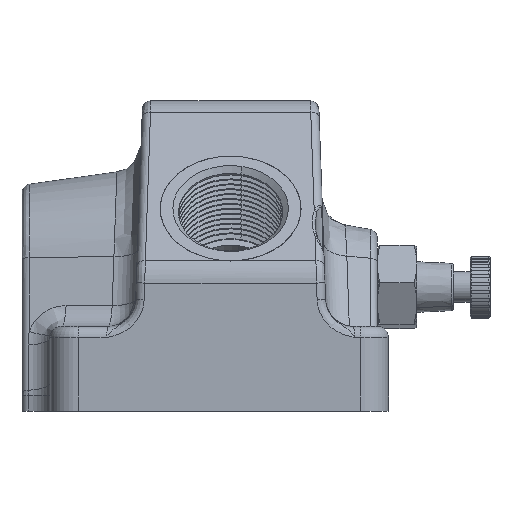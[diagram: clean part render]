
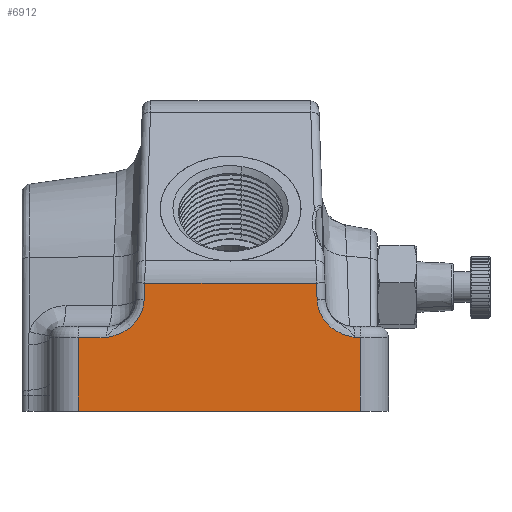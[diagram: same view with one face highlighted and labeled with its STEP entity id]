
A CAD part, left-side view. The second image highlights one B-rep face of the part: STEP entity #6912.
In plain terms, the highlighted planar face has unit normal (-1, 0, 0).
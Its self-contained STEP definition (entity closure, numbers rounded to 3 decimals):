
#461 = ORIENTED_EDGE ( 'NONE', *, *, #17730, .T. ) ;
#717 = CARTESIAN_POINT ( 'NONE',  ( -117.069, -21.613, -4.739 ) ) ;
#990 = DIRECTION ( 'NONE',  ( 0., 0., -1. ) ) ;
#1076 = CARTESIAN_POINT ( 'NONE',  ( -117.069, -22.137, -9.784 ) ) ;
#1252 = CARTESIAN_POINT ( 'NONE',  ( -117.069, 11.695, -12.829 ) ) ;
#1258 = VERTEX_POINT ( 'NONE', #8491 ) ;
#1299 = ORIENTED_EDGE ( 'NONE', *, *, #5736, .T. ) ;
#1403 = EDGE_CURVE ( 'NONE', #7476, #19031, #5321, .T. ) ;
#1521 = CARTESIAN_POINT ( 'NONE',  ( -117.069, -28.456, -14.436 ) ) ;
#1860 = CARTESIAN_POINT ( 'NONE',  ( -117.069, -21.716, -7.681 ) ) ;
#2098 = ORIENTED_EDGE ( 'NONE', *, *, #11822, .T. ) ;
#2258 = VERTEX_POINT ( 'NONE', #717 ) ;
#2287 = ORIENTED_EDGE ( 'NONE', *, *, #15771, .T. ) ;
#2344 = DIRECTION ( 'NONE',  ( 0., 1., 0. ) ) ;
#2545 = LINE ( 'NONE', #17108, #16700 ) ;
#2851 = CARTESIAN_POINT ( 'NONE',  ( -117.069, -26.78, -13.987 ) ) ;
#2918 = CARTESIAN_POINT ( 'NONE',  ( -117.069, -21.937, -9.168 ) ) ;
#3038 = CARTESIAN_POINT ( 'NONE',  ( -117.069, 8.965, -8.116 ) ) ;
#3115 = CARTESIAN_POINT ( 'NONE',  ( -117.069, 12.808, -13.501 ) ) ;
#3370 = CARTESIAN_POINT ( 'NONE',  ( -117.069, 7.747, 26.765 ) ) ;
#3533 = DIRECTION ( 'NONE',  ( 0., -1., 0. ) ) ;
#3740 = EDGE_CURVE ( 'NONE', #1258, #15389, #4022, .T. ) ;
#3808 = CARTESIAN_POINT ( 'NONE',  ( -117.069, 20.617, -27.436 ) ) ;
#4022 = LINE ( 'NONE', #19889, #18154 ) ;
#4277 = LINE ( 'NONE', #16382, #23301 ) ;
#4710 = CARTESIAN_POINT ( 'NONE',  ( -117.069, -25.574, -13.501 ) ) ;
#4789 = CARTESIAN_POINT ( 'NONE',  ( -117.069, -21.731, -8.116 ) ) ;
#4908 = CARTESIAN_POINT ( 'NONE',  ( -117.069, 9.171, -9.168 ) ) ;
#4987 = CARTESIAN_POINT ( 'NONE',  ( -117.069, 14.014, -13.987 ) ) ;
#5321 = LINE ( 'NONE', #23229, #5906 ) ;
#5526 = FACE_OUTER_BOUND ( 'NONE', #18393, .T. ) ;
#5736 = EDGE_CURVE ( 'NONE', #15389, #21631, #2545, .T. ) ;
#5807 = CARTESIAN_POINT ( 'NONE',  ( -117.069, 20.617, -14.436 ) ) ;
#5906 = VECTOR ( 'NONE', #990, 1000. ) ;
#6053 = B_SPLINE_CURVE_WITH_KNOTS ( 'NONE', 3,
 ( #13901, #13654, #21148, #2851, #15768, #4710, #17614, #6580, #19459, #8409, #21306, #10249, #23158, #12128, #1076, #13979, #2918, #15851, #4789, #17692 ),
 .UNSPECIFIED., .F., .F.,
 ( 4, 2, 2, 2, 2, 2, 2, 2, 2, 4 ),
 ( 0., 0.001, 0.003, 0.004, 0.005, 0.006, 0.008, 0.008, 0.009, 0.01 ),
 .UNSPECIFIED. ) ;
#6451 = VECTOR ( 'NONE', #20904, 1000. ) ;
#6468 = EDGE_CURVE ( 'NONE', #21631, #8742, #6053, .T. ) ;
#6580 = CARTESIAN_POINT ( 'NONE',  ( -117.069, -24.461, -12.829 ) ) ;
#6762 = CARTESIAN_POINT ( 'NONE',  ( -117.069, 9.372, -9.784 ) ) ;
#6844 = CARTESIAN_POINT ( 'NONE',  ( -117.069, 14.848, -14.226 ) ) ;
#6912 = ADVANCED_FACE ( 'NONE', ( #5526 ), #16458, .F. ) ;
#7078 = CARTESIAN_POINT ( 'NONE',  ( -117.069, -20.423, 29.346 ) ) ;
#7088 = VERTEX_POINT ( 'NONE', #11490 ) ;
#7476 = VERTEX_POINT ( 'NONE', #5807 ) ;
#8409 = CARTESIAN_POINT ( 'NONE',  ( -117.069, -23.496, -11.975 ) ) ;
#8491 = CARTESIAN_POINT ( 'NONE',  ( -117.069, -29.383, -27.436 ) ) ;
#8596 = CARTESIAN_POINT ( 'NONE',  ( -117.069, 9.722, -10.576 ) ) ;
#8667 = CARTESIAN_POINT ( 'NONE',  ( -117.069, 15.481, -14.386 ) ) ;
#8690 = CARTESIAN_POINT ( 'NONE',  ( -117.069, 20.617, -14.436 ) ) ;
#8742 = VERTEX_POINT ( 'NONE', #1860 ) ;
#8846 = DIRECTION ( 'NONE',  ( 0., 0., 1. ) ) ;
#9057 = ORIENTED_EDGE ( 'NONE', *, *, #6468, .T. ) ;
#9086 = DIRECTION ( 'NONE',  ( 0., 1., 0. ) ) ;
#9859 = CARTESIAN_POINT ( 'NONE',  ( -117.069, 10.268, -4.739 ) ) ;
#10249 = CARTESIAN_POINT ( 'NONE',  ( -117.069, -22.704, -10.946 ) ) ;
#10434 = CARTESIAN_POINT ( 'NONE',  ( -117.069, 10.441, -11.646 ) ) ;
#10453 = EDGE_CURVE ( 'NONE', #19031, #1258, #4277, .T. ) ;
#10682 = DIRECTION ( 'NONE',  ( 0., 0.035, -0.999 ) ) ;
#11215 = ORIENTED_EDGE ( 'NONE', *, *, #17203, .T. ) ;
#11490 = CARTESIAN_POINT ( 'NONE',  ( -117.069, 15.69, -14.436 ) ) ;
#11706 = VECTOR ( 'NONE', #19953, 1000. ) ;
#11822 = EDGE_CURVE ( 'NONE', #8742, #2258, #20933, .T. ) ;
#12128 = CARTESIAN_POINT ( 'NONE',  ( -117.069, -22.219, -9.987 ) ) ;
#12244 = CARTESIAN_POINT ( 'NONE',  ( -117.069, 8.95, -7.681 ) ) ;
#12322 = CARTESIAN_POINT ( 'NONE',  ( -117.069, 11.356, -12.565 ) ) ;
#13066 = CARTESIAN_POINT ( 'NONE',  ( -117.069, 8.95, -7.681 ) ) ;
#13654 = CARTESIAN_POINT ( 'NONE',  ( -117.069, -28.034, -14.334 ) ) ;
#13818 = AXIS2_PLACEMENT_3D ( 'NONE', #18281, #20125, #9086 ) ;
#13901 = CARTESIAN_POINT ( 'NONE',  ( -117.069, -28.456, -14.436 ) ) ;
#13979 = CARTESIAN_POINT ( 'NONE',  ( -117.069, -21.997, -9.375 ) ) ;
#14163 = CARTESIAN_POINT ( 'NONE',  ( -117.069, 12.422, -13.299 ) ) ;
#14190 = LINE ( 'NONE', #8690, #19105 ) ;
#15247 = ORIENTED_EDGE ( 'NONE', *, *, #17644, .T. ) ;
#15389 = VERTEX_POINT ( 'NONE', #23605 ) ;
#15681 = ORIENTED_EDGE ( 'NONE', *, *, #10453, .T. ) ;
#15768 = CARTESIAN_POINT ( 'NONE',  ( -117.069, -26.369, -13.845 ) ) ;
#15771 = EDGE_CURVE ( 'NONE', #20398, #7088, #15915, .T. ) ;
#15851 = CARTESIAN_POINT ( 'NONE',  ( -117.069, -21.789, -8.542 ) ) ;
#15915 = B_SPLINE_CURVE_WITH_KNOTS ( 'NONE', 3,
 ( #12244, #3038, #15968, #4908, #17801, #6762, #19645, #8596, #21497, #10434, #23343, #12322, #1252, #14163, #3115, #16040, #4987, #17872, #6844, #19727, #8667, #21572 ),
 .UNSPECIFIED., .F., .F.,
 ( 4, 2, 2, 2, 2, 2, 2, 2, 2, 2, 4 ),
 ( 0., 0.001, 0.002, 0.003, 0.004, 0.005, 0.006, 0.008, 0.009, 0.01, 0.01 ),
 .UNSPECIFIED. ) ;
#15968 = CARTESIAN_POINT ( 'NONE',  ( -117.069, 9.023, -8.542 ) ) ;
#16040 = CARTESIAN_POINT ( 'NONE',  ( -117.069, 13.603, -13.845 ) ) ;
#16382 = CARTESIAN_POINT ( 'NONE',  ( -117.069, 30.617, -27.436 ) ) ;
#16458 = PLANE ( 'NONE',  #13818 ) ;
#16700 = VECTOR ( 'NONE', #2344, 1000. ) ;
#16907 = ORIENTED_EDGE ( 'NONE', *, *, #3740, .T. ) ;
#17108 = CARTESIAN_POINT ( 'NONE',  ( -117.069, -23.383, -14.436 ) ) ;
#17203 = EDGE_CURVE ( 'NONE', #2258, #18949, #20556, .T. ) ;
#17614 = CARTESIAN_POINT ( 'NONE',  ( -117.069, -25.188, -13.299 ) ) ;
#17644 = EDGE_CURVE ( 'NONE', #7088, #7476, #14190, .T. ) ;
#17692 = CARTESIAN_POINT ( 'NONE',  ( -117.069, -21.716, -7.681 ) ) ;
#17730 = EDGE_CURVE ( 'NONE', #18949, #20398, #23406, .T. ) ;
#17801 = CARTESIAN_POINT ( 'NONE',  ( -117.069, 9.231, -9.375 ) ) ;
#17872 = CARTESIAN_POINT ( 'NONE',  ( -117.069, 14.638, -14.17 ) ) ;
#17945 = VECTOR ( 'NONE', #10682, 1000. ) ;
#18154 = VECTOR ( 'NONE', #8846, 1000. ) ;
#18281 = CARTESIAN_POINT ( 'NONE',  ( -117.069, 30.617, 27.564 ) ) ;
#18393 = EDGE_LOOP ( 'NONE', ( #461, #2287, #15247, #18817, #15681, #16907, #1299, #9057, #2098, #11215 ) ) ;
#18817 = ORIENTED_EDGE ( 'NONE', *, *, #1403, .T. ) ;
#18949 = VERTEX_POINT ( 'NONE', #21624 ) ;
#19031 = VERTEX_POINT ( 'NONE', #3808 ) ;
#19105 = VECTOR ( 'NONE', #19744, 1000. ) ;
#19459 = CARTESIAN_POINT ( 'NONE',  ( -117.069, -24.122, -12.565 ) ) ;
#19645 = CARTESIAN_POINT ( 'NONE',  ( -117.069, 9.453, -9.987 ) ) ;
#19727 = CARTESIAN_POINT ( 'NONE',  ( -117.069, 15.268, -14.334 ) ) ;
#19744 = DIRECTION ( 'NONE',  ( 0., 1., 0. ) ) ;
#19889 = CARTESIAN_POINT ( 'NONE',  ( -117.069, -29.383, 27.564 ) ) ;
#19953 = DIRECTION ( 'NONE',  ( 0., 0.035, 0.999 ) ) ;
#20125 = DIRECTION ( 'NONE',  ( 1., 0., 0. ) ) ;
#20398 = VERTEX_POINT ( 'NONE', #13066 ) ;
#20556 = LINE ( 'NONE', #9859, #6451 ) ;
#20904 = DIRECTION ( 'NONE',  ( 0., 1., 0. ) ) ;
#20933 = LINE ( 'NONE', #7078, #11706 ) ;
#21148 = CARTESIAN_POINT ( 'NONE',  ( -117.069, -27.612, -14.231 ) ) ;
#21306 = CARTESIAN_POINT ( 'NONE',  ( -117.069, -23.207, -11.646 ) ) ;
#21497 = CARTESIAN_POINT ( 'NONE',  ( -117.069, 9.938, -10.947 ) ) ;
#21572 = CARTESIAN_POINT ( 'NONE',  ( -117.069, 15.69, -14.436 ) ) ;
#21624 = CARTESIAN_POINT ( 'NONE',  ( -117.069, 8.847, -4.739 ) ) ;
#21631 = VERTEX_POINT ( 'NONE', #1521 ) ;
#23158 = CARTESIAN_POINT ( 'NONE',  ( -117.069, -22.488, -10.576 ) ) ;
#23229 = CARTESIAN_POINT ( 'NONE',  ( -117.069, 20.617, 27.564 ) ) ;
#23301 = VECTOR ( 'NONE', #3533, 1000. ) ;
#23343 = CARTESIAN_POINT ( 'NONE',  ( -117.069, 10.73, -11.975 ) ) ;
#23406 = LINE ( 'NONE', #3370, #17945 ) ;
#23605 = CARTESIAN_POINT ( 'NONE',  ( -117.069, -29.383, -14.436 ) ) ;
